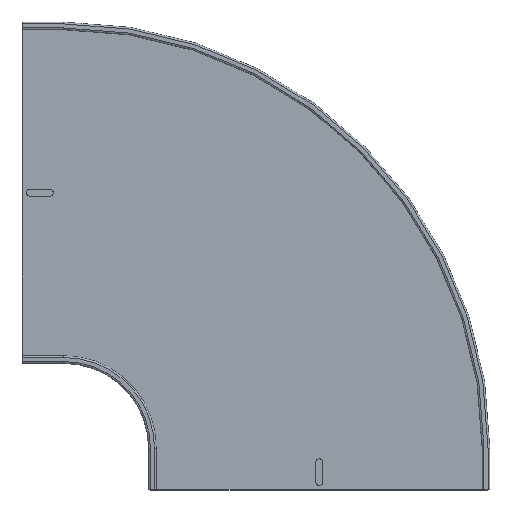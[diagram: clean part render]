
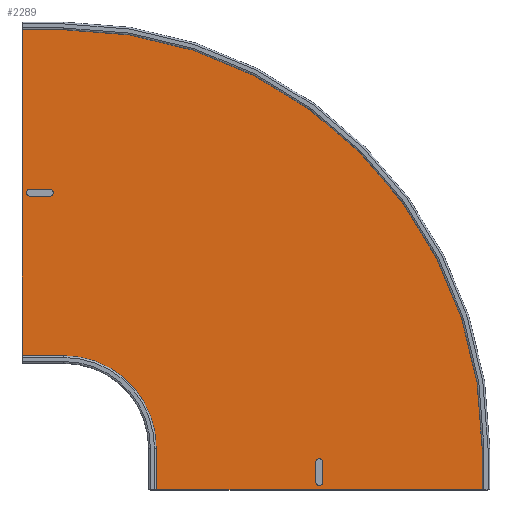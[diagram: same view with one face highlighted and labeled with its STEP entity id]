
A CAD part, top view. The second image highlights one B-rep face of the part: STEP entity #2289.
In plain terms, the highlighted planar face has unit normal (0, 0, 1).
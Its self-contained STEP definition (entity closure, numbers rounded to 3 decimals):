
#241=FACE_OUTER_BOUND('',#375,.T.);
#375=EDGE_LOOP('',(#2075,#2076,#2077,#2078,#2079,#2080,#2081,#2082));
#522=CIRCLE('',#2571,499.8);
#538=CIRCLE('',#2601,102.6);
#695=LINE('',#3978,#875);
#700=LINE('',#4006,#880);
#712=LINE('',#4041,#892);
#713=LINE('',#4043,#893);
#716=LINE('',#4058,#896);
#717=LINE('',#4060,#897);
#875=VECTOR('',#3256,1.);
#880=VECTOR('',#3291,1.);
#892=VECTOR('',#3329,1.);
#893=VECTOR('',#3332,1.);
#896=VECTOR('',#3355,1.);
#897=VECTOR('',#3358,1.);
#1093=VERTEX_POINT('',#3975);
#1094=VERTEX_POINT('',#3977);
#1097=VERTEX_POINT('',#3989);
#1098=VERTEX_POINT('',#3991);
#1102=VERTEX_POINT('',#4005);
#1111=VERTEX_POINT('',#4037);
#1112=VERTEX_POINT('',#4039);
#1114=VERTEX_POINT('',#4052);
#1415=EDGE_CURVE('',#1093,#1094,#695,.T.);
#1422=EDGE_CURVE('',#1097,#1098,#522,.T.);
#1429=EDGE_CURVE('',#1098,#1102,#700,.T.);
#1447=EDGE_CURVE('',#1111,#1112,#712,.T.);
#1448=EDGE_CURVE('',#1102,#1112,#713,.T.);
#1454=EDGE_CURVE('',#1114,#1111,#538,.T.);
#1456=EDGE_CURVE('',#1097,#1094,#716,.T.);
#1457=EDGE_CURVE('',#1114,#1093,#717,.T.);
#2075=ORIENTED_EDGE('',*,*,#1422,.F.);
#2076=ORIENTED_EDGE('',*,*,#1456,.T.);
#2077=ORIENTED_EDGE('',*,*,#1415,.F.);
#2078=ORIENTED_EDGE('',*,*,#1457,.F.);
#2079=ORIENTED_EDGE('',*,*,#1454,.T.);
#2080=ORIENTED_EDGE('',*,*,#1447,.T.);
#2081=ORIENTED_EDGE('',*,*,#1448,.F.);
#2082=ORIENTED_EDGE('',*,*,#1429,.F.);
#2157=PLANE('',#2604);
#2289=ADVANCED_FACE('',(#241),#2157,.T.);
#2571=AXIS2_PLACEMENT_3D('',#3992,#3272,#3273);
#2601=AXIS2_PLACEMENT_3D('',#4054,#3348,#3349);
#2604=AXIS2_PLACEMENT_3D('',#4059,#3356,#3357);
#3256=DIRECTION('',(0.,1.,0.));
#3272=DIRECTION('center_axis',(0.,0.,
-1.));
#3273=DIRECTION('ref_axis',(0.,1.,0.));
#3291=DIRECTION('',(0.,-1.,0.));
#3329=DIRECTION('',(0.,-1.,0.));
#3332=DIRECTION('',(-1.,0.,0.));
#3348=DIRECTION('center_axis',(0.,0.,
-1.));
#3349=DIRECTION('ref_axis',(0.,1.,0.));
#3355=DIRECTION('',(-1.,0.,0.));
#3356=DIRECTION('center_axis',(0.,0.,
1.));
#3357=DIRECTION('ref_axis',(0.,1.,0.));
#3358=DIRECTION('',(-1.,0.,0.));
#3975=CARTESIAN_POINT('',(11.098,14.275,0.6));
#3977=CARTESIAN_POINT('',(11.098,411.475,0.6));
#3978=CARTESIAN_POINT('',(11.098,14.275,0.6));
#3989=CARTESIAN_POINT('',(60.398,411.475,0.6));
#3991=CARTESIAN_POINT('',(560.198,-88.325,0.6));
#3992=CARTESIAN_POINT('Origin',(60.398,-88.325,0.6));
#4005=CARTESIAN_POINT('',(560.198,-137.625,0.6));
#4006=CARTESIAN_POINT('',(560.198,-88.325,0.6));
#4037=CARTESIAN_POINT('',(162.998,-88.325,0.6));
#4039=CARTESIAN_POINT('',(162.998,-137.625,0.6));
#4041=CARTESIAN_POINT('',(162.998,-88.325,0.6));
#4043=CARTESIAN_POINT('',(560.198,-137.625,0.6));
#4052=CARTESIAN_POINT('',(60.398,14.275,0.6));
#4054=CARTESIAN_POINT('Origin',(60.398,-88.325,0.6));
#4058=CARTESIAN_POINT('',(60.398,411.475,0.6));
#4059=CARTESIAN_POINT('Origin',(60.398,14.275,0.6));
#4060=CARTESIAN_POINT('',(60.398,14.275,0.6));
